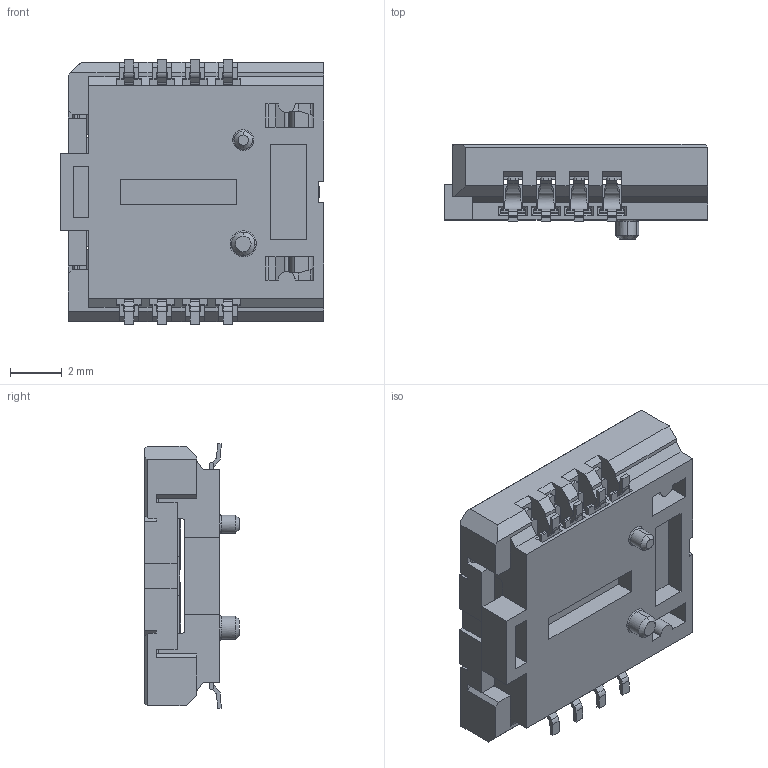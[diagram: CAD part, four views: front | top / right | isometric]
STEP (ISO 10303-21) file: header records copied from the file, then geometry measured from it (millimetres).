
FILE_DESCRIPTION (( 'STEP AP203' ), '1' );
FILE_NAME ('SOK-SPI-WSON68(3D).STEP', '2020-10-29T09:55:23', ( '' ), ( '' ), 'SwSTEP 2.0', 'SolidWorks 2013', '' );
FILE_SCHEMA (( 'CONFIG_CONTROL_DESIGN' ));
Length unit declared in the file: millimetre
Products named in the file (1): SOK-SPI-WSON68(3D)
Bounding box: 10.15 x 3.65 x 10.22 mm (x, y, z)
Volume: 185.7 mm3; surface area: 694.7 mm2
Topology: 1 solids, 2 shells, 1081 faces, 3117 edges, 2019 vertices
Faces by surface type: plane 873, cylinder 168, bspline 36, cone 4
Entity records: 37270 total; most frequent: CARTESIAN_POINT 8881, ORIENTED_EDGE 6234, DIRECTION 5405, EDGE_CURVE 3117, VECTOR 2679, LINE 2679, VERTEX_POINT 2019, AXIS2_PLACEMENT_3D 1363
